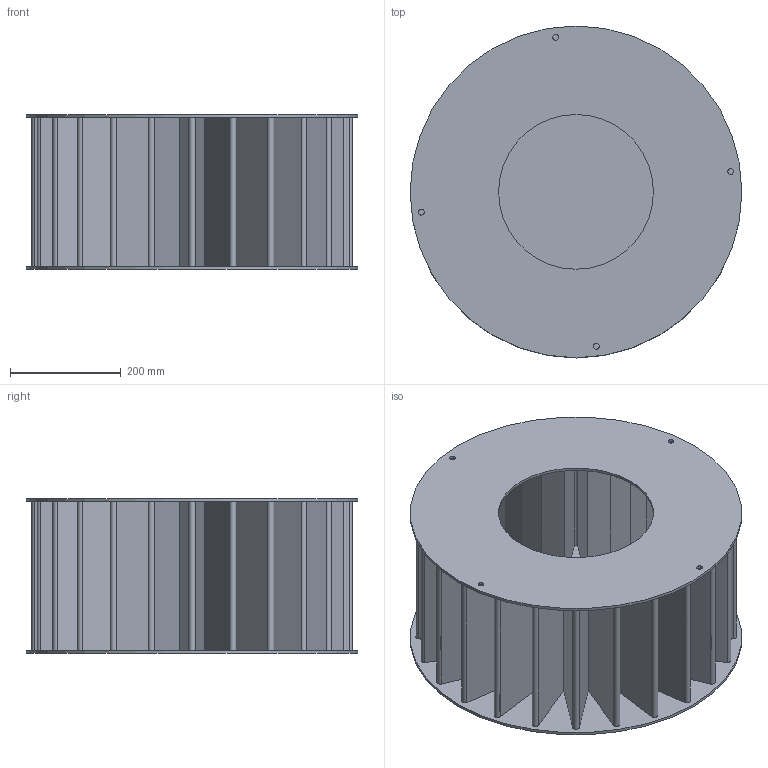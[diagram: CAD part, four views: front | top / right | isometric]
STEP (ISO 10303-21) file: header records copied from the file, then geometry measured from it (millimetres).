
FILE_DESCRIPTION(/* description */ (''),/* implementation_level */ '2;1');
FILE_NAME(/* name */ '51756_Saugfilterkorb.stp',/* time_stamp */ '2015-05-07T11:51:45+02:00',/* author */ ('guzb562'),/* organization */ (''),/* preprocessor_version */ 'ST-DEVELOPER v15.6',/* originating_system */ 'Autodesk Inventor 2015',/* authorisation */ '');
FILE_SCHEMA (('AUTOMOTIVE_DESIGN { 1 0 10303 214 3 1 1 }'));
Length unit declared in the file: millimetre
Products named in the file (1): 51756_Saugfilterkorb
Bounding box: 600 x 600 x 280.1 mm (x, y, z)
Volume: 6438081.7 mm3; surface area: 4334798.6 mm2
Topology: 1 solids, 1 shells, 362 faces, 1002 edges, 668 vertices
Faces by surface type: plane 225, bspline 78, cylinder 59
Full cylindrical faces by diameter (mm): 10.5 x4, 280 x1, 600 x2
Entity records: 12520 total; most frequent: CARTESIAN_POINT 3482, ORIENTED_EDGE 1990, DIRECTION 1527, EDGE_CURVE 995, LINE 721, VECTOR 721, VERTEX_POINT 668, EDGE_LOOP 403
